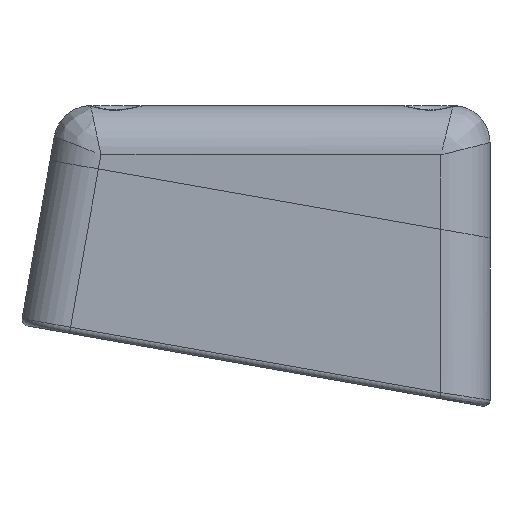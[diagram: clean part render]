
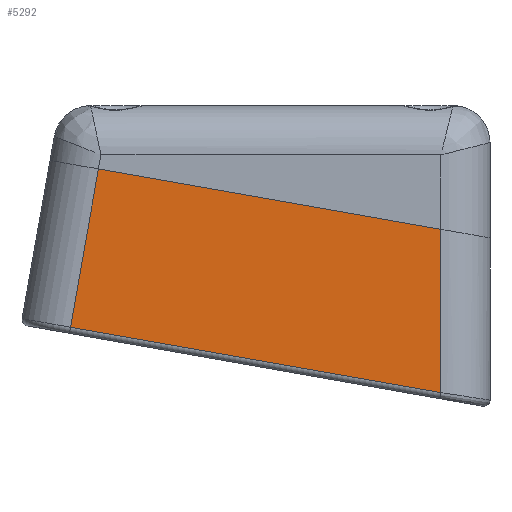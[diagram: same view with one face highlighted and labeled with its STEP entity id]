
A CAD part, left-side view. The second image highlights one B-rep face of the part: STEP entity #5292.
In plain terms, the highlighted planar face has unit normal (-1, 0, 0).
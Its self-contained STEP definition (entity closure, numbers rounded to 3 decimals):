
#303=PLANE('',#5713);
#448=FACE_OUTER_BOUND('',#784,.T.);
#784=EDGE_LOOP('',(#3871,#3872,#3873,#3874));
#1167=LINE('',#8300,#1551);
#1201=LINE('',#8459,#1585);
#1202=LINE('',#8463,#1586);
#1203=LINE('',#8464,#1587);
#1551=VECTOR('',#6540,10.);
#1585=VECTOR('',#6672,10.);
#1586=VECTOR('',#6677,10.);
#1587=VECTOR('',#6678,10.);
#2258=VERTEX_POINT('',#8297);
#2259=VERTEX_POINT('',#8299);
#2293=VERTEX_POINT('',#8458);
#2294=VERTEX_POINT('',#8462);
#2802=EDGE_CURVE('',#2258,#2259,#1167,.T.);
#2861=EDGE_CURVE('',#2259,#2293,#1201,.T.);
#2863=EDGE_CURVE('',#2294,#2258,#1202,.T.);
#2864=EDGE_CURVE('',#2293,#2294,#1203,.T.);
#3871=ORIENTED_EDGE('',*,*,#2802,.F.);
#3872=ORIENTED_EDGE('',*,*,#2863,.F.);
#3873=ORIENTED_EDGE('',*,*,#2864,.F.);
#3874=ORIENTED_EDGE('',*,*,#2861,.F.);
#5292=ADVANCED_FACE('',(#448),#303,.T.);
#5713=AXIS2_PLACEMENT_3D('',#8461,#6675,#6676);
#6540=DIRECTION('',(0.,-0.985,-0.174));
#6672=DIRECTION('',(0.,0.,-1.));
#6675=DIRECTION('center_axis',(-1.,0.,0.));
#6676=DIRECTION('ref_axis',(0.,0.,1.));
#6677=DIRECTION('',(0.,-0.174,0.985));
#6678=DIRECTION('',(0.,0.985,0.174));
#8297=CARTESIAN_POINT('',(-40.,14.475,1.545));
#8299=CARTESIAN_POINT('',(-40.,-13.384,-3.367));
#8300=CARTESIAN_POINT('',(-40.,0.843,-0.859));
#8458=CARTESIAN_POINT('',(-40.,-13.384,-16.651));
#8459=CARTESIAN_POINT('',(-40.,-13.384,0.55));
#8461=CARTESIAN_POINT('Origin',(-40.,1.694,-5.588));
#8462=CARTESIAN_POINT('',(-40.,16.747,-11.338));
#8463=CARTESIAN_POINT('',(-40.,16.072,-7.509));
#8464=CARTESIAN_POINT('',(-40.,-7.17,-15.555));
